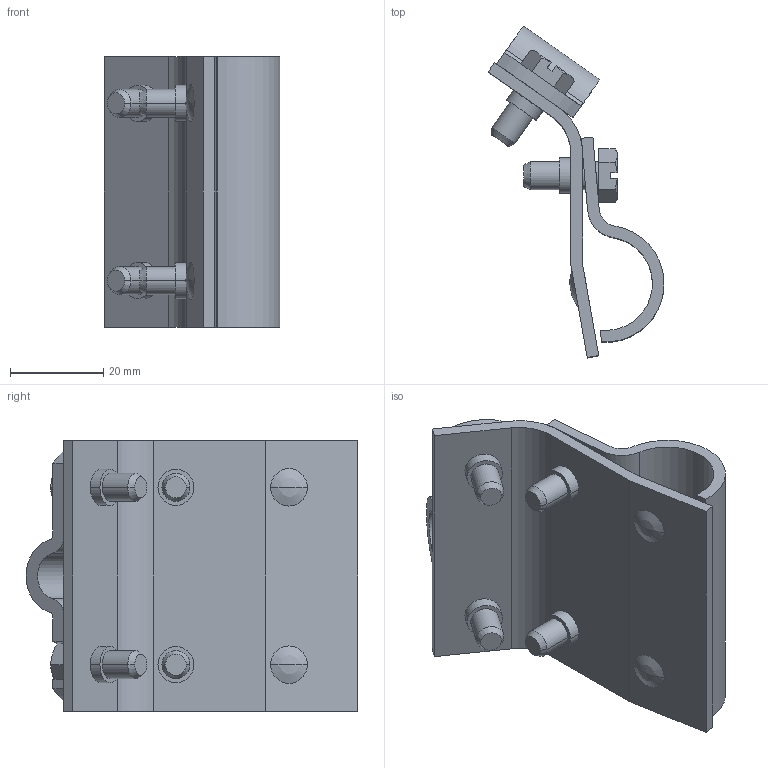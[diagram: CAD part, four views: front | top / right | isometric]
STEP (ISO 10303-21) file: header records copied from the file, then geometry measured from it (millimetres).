
FILE_DESCRIPTION(('Creo Elements/Direct Modeling STEP Export'),'2;1');
FILE_NAME('5316251.stp','2020-07-27T 9:41:16',(''),(''),'Creo Elements/Direct Modeling STEP processor for AP214 (Solid Model)','Creo Elements/Direct Modeling 18.0B 02-Dec-2011 (C) Parametric Technology GmbH','');
FILE_SCHEMA(('AUTOMOTIVE_DESIGN { 1 0 10303 214 1 1 1 1 }'));
Length unit declared in the file: millimetre
Products named in the file (5): Winkel.1; Überleger; SKT-Schraube-M6x16_mit_Kombischlitz.1.3; Klaue.1; Rinnenklemme
Assembly tree (7 placements, depth 2):
  Rinnenklemme
    Klaue.1
    SKT-Schraube-M6x16_mit_Kombischlitz.1.3  x4
    Überleger
    Winkel.1
Bounding box: 37.71 x 71.1 x 58 mm (x, y, z)
Volume: 24627.9 mm3; surface area: 21652.3 mm2
Topology: 7 solids, 7 shells, 332 faces, 898 edges, 576 vertices
Faces by surface type: plane 167, cone 72, cylinder 53, bspline 32, sphere 8
Entity records: 7284 total; most frequent: CARTESIAN_POINT 3480, ORIENTED_EDGE 774, DIRECTION 606, EDGE_CURVE 387, VERTEX_POINT 252, AXIS2_PLACEMENT_3D 218, EDGE_LOOP 175, VECTOR 170
